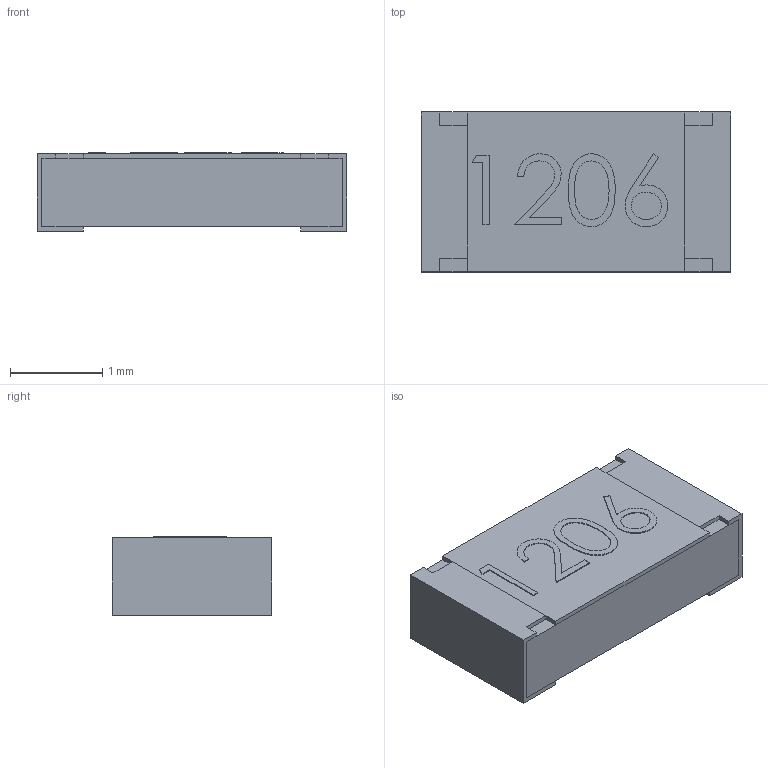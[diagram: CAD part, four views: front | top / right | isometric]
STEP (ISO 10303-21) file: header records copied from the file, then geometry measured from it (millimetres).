
FILE_DESCRIPTION(('FreeCAD Model'),'2;1');
FILE_NAME('Fusion.step','2017-03-04T23:02:33',( 'Author'),(''),'Open CASCADE STEP processor 6.8','FreeCAD','Unknown' );
FILE_SCHEMA(('AUTOMOTIVE_DESIGN_CC2 { 1 2 10303 214 -1 1 5 4 }'));
Length unit declared in the file: inch
Products named in the file (2): ASSEMBLY; Fusion
Assembly tree (1 placements, depth 2):
  ASSEMBLY
    Fusion
Bounding box: 3.35 x 1.73 x 0.85 mm (x, y, z)
Volume: 4.7 mm3; surface area: 20.2 mm2
Topology: 1 solids, 1 shells, 79 faces, 205 edges, 134 vertices
Faces by surface type: plane 55, bspline 24
Entity records: 9006 total; most frequent: CARTESIAN_POINT 4586, DIRECTION 585, LINE 471, VECTOR 471, ORIENTED_EDGE 410, PCURVE 410, DEFINITIONAL_REPRESENTATION 410, EDGE_CURVE 205
